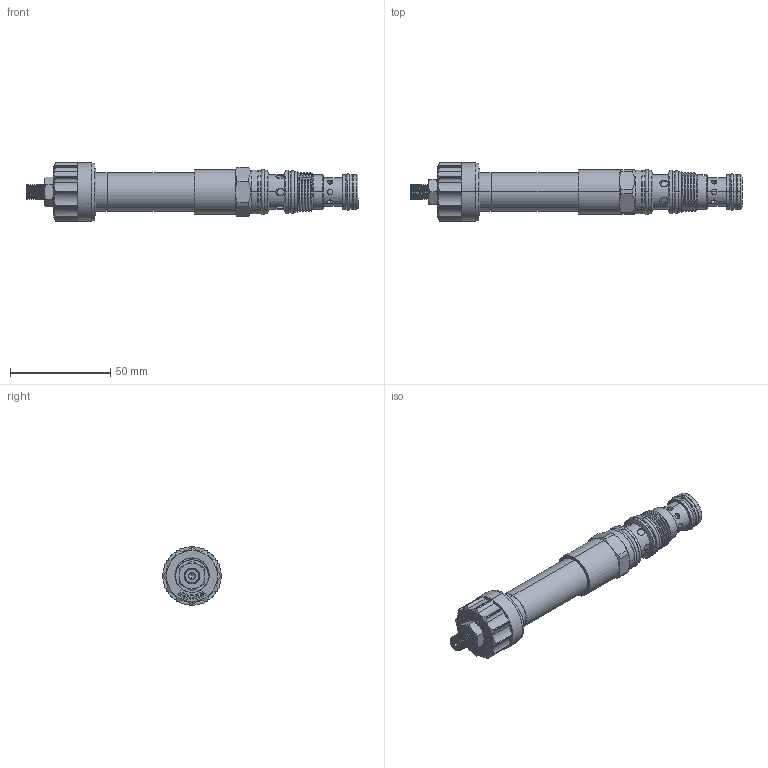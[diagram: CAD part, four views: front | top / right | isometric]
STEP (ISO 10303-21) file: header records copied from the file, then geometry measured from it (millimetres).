
FILE_DESCRIPTION (( 'STEP AP203' ), '1' );
FILE_NAME ('PPC11A3D0350L-74.STEP', '2020-03-19T02:48:42', ( '' ), ( '' ), 'SwSTEP 2.0', 'SolidWorks 2018', '' );
FILE_SCHEMA (( 'CONFIG_CONTROL_DESIGN' ));
Length unit declared in the file: millimetre
Products named in the file (1): PPC11A3D0350L-74
Bounding box: 165.74 x 29.2 x 29.2 mm (x, y, z)
Volume: 52420.6 mm3; surface area: 18215.5 mm2
Topology: 3 solids, 5 shells, 466 faces, 1153 edges, 735 vertices
Faces by surface type: cylinder 202, plane 146, cone 78, torus 23, bspline 16, sphere 1
Entity records: 24376 total; most frequent: CARTESIAN_POINT 13625, ORIENTED_EDGE 2294, DIRECTION 2140, EDGE_CURVE 1147, AXIS2_PLACEMENT_3D 828, VERTEX_POINT 735, EDGE_LOOP 514, LINE 484
